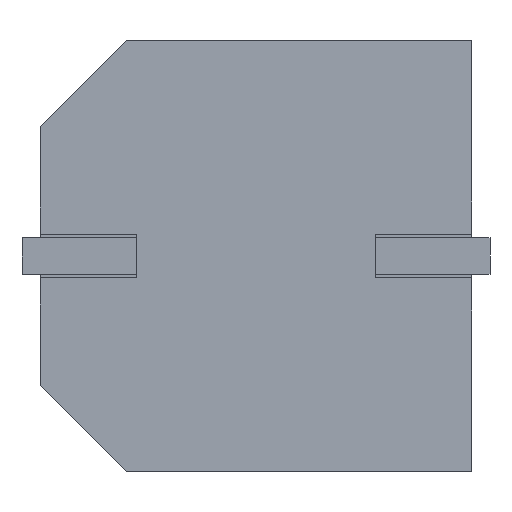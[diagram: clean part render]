
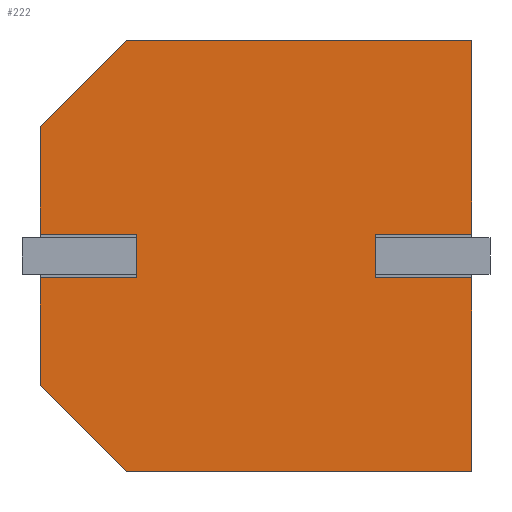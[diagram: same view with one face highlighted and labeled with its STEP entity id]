
A CAD part, front view. The second image highlights one B-rep face of the part: STEP entity #222.
In plain terms, the highlighted face is planar.
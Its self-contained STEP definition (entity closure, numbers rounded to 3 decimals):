
#31 = LINE ( 'NONE', #2861, #1699 ) ;
#69 = LINE ( 'NONE', #848, #110 ) ;
#77 = LINE ( 'NONE', #1140, #679 ) ;
#110 = VECTOR ( 'NONE', #1037, 1000. ) ;
#111 = CARTESIAN_POINT ( 'NONE',  ( 2.3, 0.42, 0. ) ) ;
#113 = CARTESIAN_POINT ( 'NONE',  ( -0.295, 0.42, 0. ) ) ;
#143 = VECTOR ( 'NONE', #482, 1000. ) ;
#221 = CARTESIAN_POINT ( 'NONE',  ( 2.49, -4.15, 0. ) ) ;
#222 = ADVANCED_FACE ( 'NONE', ( #1202 ), #1501, .F. ) ;
#225 = EDGE_CURVE ( 'NONE', #2048, #1444, #1928, .T. ) ;
#247 = CARTESIAN_POINT ( 'NONE',  ( -4.15, 0.42, 0. ) ) ;
#281 = VERTEX_POINT ( 'NONE', #742 ) ;
#297 = ORIENTED_EDGE ( 'NONE', *, *, #2482, .F. ) ;
#304 = EDGE_CURVE ( 'NONE', #281, #386, #2815, .T. ) ;
#386 = VERTEX_POINT ( 'NONE', #111 ) ;
#425 = ORIENTED_EDGE ( 'NONE', *, *, #2199, .F. ) ;
#427 = ORIENTED_EDGE ( 'NONE', *, *, #998, .F. ) ;
#482 = DIRECTION ( 'NONE',  ( 0., 1., 0. ) ) ;
#483 = LINE ( 'NONE', #1001, #1577 ) ;
#517 = ORIENTED_EDGE ( 'NONE', *, *, #1560, .F. ) ;
#562 = VERTEX_POINT ( 'NONE', #247 ) ;
#563 = DIRECTION ( 'NONE',  ( 1., 0., 0. ) ) ;
#572 = LINE ( 'NONE', #2493, #1700 ) ;
#575 = VECTOR ( 'NONE', #2022, 1000. ) ;
#679 = VECTOR ( 'NONE', #1132, 1000. ) ;
#684 = CARTESIAN_POINT ( 'NONE',  ( 2.49, 4.15, 0. ) ) ;
#719 = VERTEX_POINT ( 'NONE', #2452 ) ;
#731 = VECTOR ( 'NONE', #793, 1000. ) ;
#742 = CARTESIAN_POINT ( 'NONE',  ( 2.3, -0.42, 0. ) ) ;
#767 = LINE ( 'NONE', #113, #731 ) ;
#793 = DIRECTION ( 'NONE',  ( 1., 0., 0. ) ) ;
#803 = EDGE_CURVE ( 'NONE', #2872, #2489, #1446, .T. ) ;
#848 = CARTESIAN_POINT ( 'NONE',  ( -0.295, 0.42, 0. ) ) ;
#851 = CARTESIAN_POINT ( 'NONE',  ( 4.15, 0., 0. ) ) ;
#869 = LINE ( 'NONE', #851, #2760 ) ;
#921 = ORIENTED_EDGE ( 'NONE', *, *, #803, .F. ) ;
#952 = ORIENTED_EDGE ( 'NONE', *, *, #225, .F. ) ;
#998 = EDGE_CURVE ( 'NONE', #562, #719, #69, .T. ) ;
#1001 = CARTESIAN_POINT ( 'NONE',  ( -0.295, -0.42, 0. ) ) ;
#1023 = ORIENTED_EDGE ( 'NONE', *, *, #1211, .F. ) ;
#1037 = DIRECTION ( 'NONE',  ( 1., 0., 0. ) ) ;
#1116 = CARTESIAN_POINT ( 'NONE',  ( 2.49, -4.15, 0. ) ) ;
#1126 = EDGE_CURVE ( 'NONE', #1444, #281, #483, .T. ) ;
#1132 = DIRECTION ( 'NONE',  ( 0., -1., 0. ) ) ;
#1140 = CARTESIAN_POINT ( 'NONE',  ( -4.15, 0., 0. ) ) ;
#1172 = ORIENTED_EDGE ( 'NONE', *, *, #304, .F. ) ;
#1202 = FACE_OUTER_BOUND ( 'NONE', #1653, .T. ) ;
#1211 = EDGE_CURVE ( 'NONE', #386, #2700, #767, .T. ) ;
#1227 = VERTEX_POINT ( 'NONE', #1933 ) ;
#1237 = VECTOR ( 'NONE', #1315, 1000. ) ;
#1256 = CARTESIAN_POINT ( 'NONE',  ( -0.295, 0., 0. ) ) ;
#1277 = CARTESIAN_POINT ( 'NONE',  ( 4.15, -2.49, 0. ) ) ;
#1315 = DIRECTION ( 'NONE',  ( 1., 0., 0. ) ) ;
#1416 = DIRECTION ( 'NONE',  ( -0.707, 0.707, 0. ) ) ;
#1418 = VECTOR ( 'NONE', #1416, 1000. ) ;
#1424 = VECTOR ( 'NONE', #2558, 1000. ) ;
#1444 = VERTEX_POINT ( 'NONE', #2191 ) ;
#1446 = LINE ( 'NONE', #2542, #1418 ) ;
#1454 = DIRECTION ( 'NONE',  ( -1., 0., 0. ) ) ;
#1489 = CARTESIAN_POINT ( 'NONE',  ( 4.15, 0.42, 0. ) ) ;
#1501 = PLANE ( 'NONE',  #2146 ) ;
#1550 = CARTESIAN_POINT ( 'NONE',  ( -0.295, 4.15, 0. ) ) ;
#1560 = EDGE_CURVE ( 'NONE', #1227, #2233, #2010, .T. ) ;
#1577 = VECTOR ( 'NONE', #1454, 1000. ) ;
#1617 = CARTESIAN_POINT ( 'NONE',  ( -2.3, -0.42, 0. ) ) ;
#1653 = EDGE_LOOP ( 'NONE', ( #1172, #2814, #952, #2274, #517, #2805, #2100, #2924, #427, #297, #425, #921, #1829, #1023 ) ) ;
#1664 = VERTEX_POINT ( 'NONE', #2038 ) ;
#1699 = VECTOR ( 'NONE', #2440, 1000. ) ;
#1700 = VECTOR ( 'NONE', #1812, 1000. ) ;
#1812 = DIRECTION ( 'NONE',  ( -1., 0., 0. ) ) ;
#1829 = ORIENTED_EDGE ( 'NONE', *, *, #2124, .F. ) ;
#1847 = CARTESIAN_POINT ( 'NONE',  ( 2.3, 0., 0. ) ) ;
#1873 = EDGE_CURVE ( 'NONE', #719, #2308, #2645, .T. ) ;
#1881 = CARTESIAN_POINT ( 'NONE',  ( -4.15, -0.42, 0. ) ) ;
#1900 = VECTOR ( 'NONE', #2193, 1000. ) ;
#1928 = LINE ( 'NONE', #2610, #1900 ) ;
#1933 = CARTESIAN_POINT ( 'NONE',  ( -4.15, -4.15, 0. ) ) ;
#1934 = VERTEX_POINT ( 'NONE', #1881 ) ;
#2010 = LINE ( 'NONE', #2904, #1237 ) ;
#2022 = DIRECTION ( 'NONE',  ( 0.707, 0.707, 0. ) ) ;
#2038 = CARTESIAN_POINT ( 'NONE',  ( -4.15, 4.15, 0. ) ) ;
#2048 = VERTEX_POINT ( 'NONE', #1277 ) ;
#2069 = EDGE_CURVE ( 'NONE', #1934, #1227, #31, .T. ) ;
#2100 = ORIENTED_EDGE ( 'NONE', *, *, #2243, .F. ) ;
#2124 = EDGE_CURVE ( 'NONE', #2700, #2872, #869, .T. ) ;
#2146 = AXIS2_PLACEMENT_3D ( 'NONE', #1256, #2637, #563 ) ;
#2191 = CARTESIAN_POINT ( 'NONE',  ( 4.15, -0.42, 0. ) ) ;
#2193 = DIRECTION ( 'NONE',  ( 0., 1., 0. ) ) ;
#2199 = EDGE_CURVE ( 'NONE', #2489, #1664, #2217, .T. ) ;
#2217 = LINE ( 'NONE', #1550, #2880 ) ;
#2221 = DIRECTION ( 'NONE',  ( 0., 1., 0. ) ) ;
#2233 = VERTEX_POINT ( 'NONE', #1116 ) ;
#2243 = EDGE_CURVE ( 'NONE', #2308, #1934, #572, .T. ) ;
#2274 = ORIENTED_EDGE ( 'NONE', *, *, #2429, .F. ) ;
#2308 = VERTEX_POINT ( 'NONE', #1617 ) ;
#2324 = LINE ( 'NONE', #221, #575 ) ;
#2429 = EDGE_CURVE ( 'NONE', #2233, #2048, #2324, .T. ) ;
#2440 = DIRECTION ( 'NONE',  ( 0., -1., 0. ) ) ;
#2452 = CARTESIAN_POINT ( 'NONE',  ( -2.3, 0.42, 0. ) ) ;
#2482 = EDGE_CURVE ( 'NONE', #1664, #562, #77, .T. ) ;
#2489 = VERTEX_POINT ( 'NONE', #684 ) ;
#2493 = CARTESIAN_POINT ( 'NONE',  ( -0.295, -0.42, 0. ) ) ;
#2542 = CARTESIAN_POINT ( 'NONE',  ( 4.15, 2.49, 0. ) ) ;
#2554 = CARTESIAN_POINT ( 'NONE',  ( -2.3, 0., 0. ) ) ;
#2558 = DIRECTION ( 'NONE',  ( 0., -1., 0. ) ) ;
#2610 = CARTESIAN_POINT ( 'NONE',  ( 4.15, 0., 0. ) ) ;
#2637 = DIRECTION ( 'NONE',  ( 0., 0., 1. ) ) ;
#2645 = LINE ( 'NONE', #2554, #1424 ) ;
#2698 = CARTESIAN_POINT ( 'NONE',  ( 4.15, 2.49, 0. ) ) ;
#2700 = VERTEX_POINT ( 'NONE', #1489 ) ;
#2760 = VECTOR ( 'NONE', #2221, 1000. ) ;
#2805 = ORIENTED_EDGE ( 'NONE', *, *, #2069, .F. ) ;
#2814 = ORIENTED_EDGE ( 'NONE', *, *, #1126, .F. ) ;
#2815 = LINE ( 'NONE', #1847, #143 ) ;
#2861 = CARTESIAN_POINT ( 'NONE',  ( -4.15, 0., 0. ) ) ;
#2872 = VERTEX_POINT ( 'NONE', #2698 ) ;
#2880 = VECTOR ( 'NONE', #2910, 1000. ) ;
#2904 = CARTESIAN_POINT ( 'NONE',  ( -0.295, -4.15, 0. ) ) ;
#2910 = DIRECTION ( 'NONE',  ( -1., 0., 0. ) ) ;
#2924 = ORIENTED_EDGE ( 'NONE', *, *, #1873, .F. ) ;
